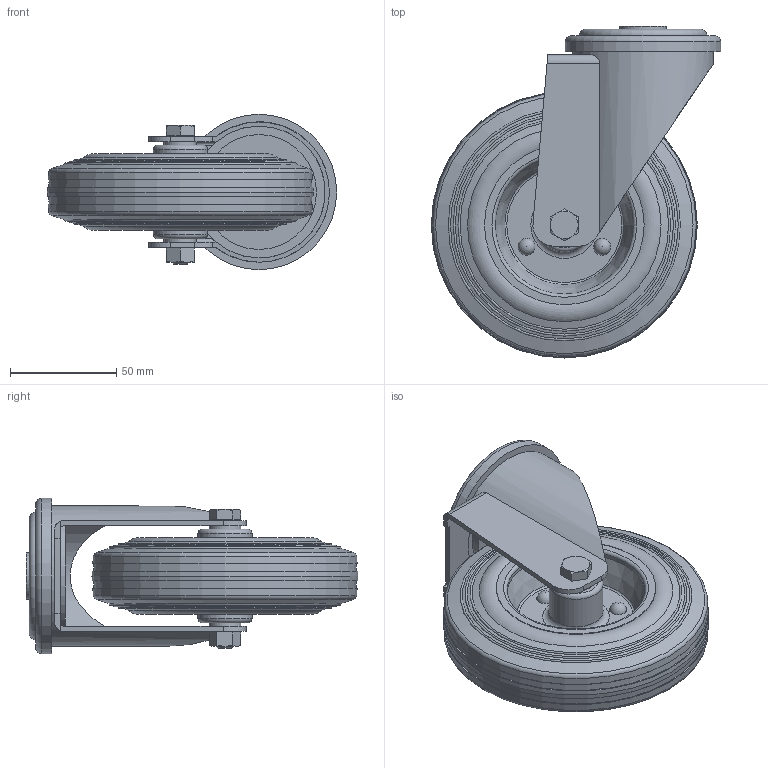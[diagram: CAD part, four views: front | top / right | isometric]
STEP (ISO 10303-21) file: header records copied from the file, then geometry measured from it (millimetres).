
FILE_DESCRIPTION(/* description */ ('RUOTA D.125 GIREV. S/P S/F C/BULBO'),/* implementation_level */ '2;1');
FILE_NAME(/* name */ 'CRUST0000184.stp',/* time_stamp */ '2025-02-12T09:24:28+01:00',/* author */ ('Marco Pistoia'),/* organization */ ('CADENAS'),/* preprocessor_version */ 'ST-DEVELOPER v20',/* originating_system */ 'Autodesk Inventor 2022',/* authorisation */ ' ');
FILE_SCHEMA (('AUTOMOTIVE_DESIGN { 1 0 10303 214 3 1 1 }'));
Length unit declared in the file: millimetre
Products named in the file (6): CRUST0000184; 440000025367; 440000025368; 440000025369; 440000025370; 440000025366
Assembly tree (5 placements, depth 2):
  CRUST0000184
    440000025367
    440000025368
    440000025369
    440000025370
    440000025366
Bounding box: 136 x 156 x 73 mm (x, y, z)
Volume: 380064.4 mm3; surface area: 85699.2 mm2
Topology: 5 solids, 5 shells, 155 faces, 336 edges, 211 vertices
Faces by surface type: plane 58, cone 37, cylinder 32, torus 22, sphere 6
Full cylindrical faces by diameter (mm): 6.647 x1, 8 x4, 11.47 x1, 12 x1, 15 x3, 15.5 x1, 18 x2, 22 x1, 25.4 x2, 54 x1, 62 x1, 65 x2, 66 x1, 73 x1, 75 x2
Entity records: 4602 total; most frequent: CARTESIAN_POINT 823, DIRECTION 803, ORIENTED_EDGE 660, AXIS2_PLACEMENT_3D 347, EDGE_CURVE 330, VERTEX_POINT 211, EDGE_LOOP 193, CIRCLE 173
